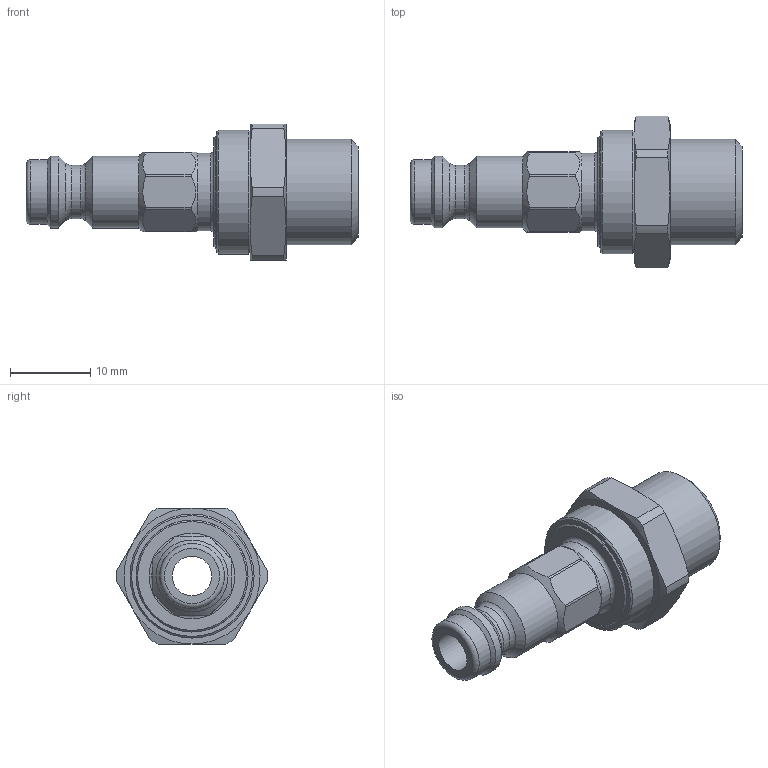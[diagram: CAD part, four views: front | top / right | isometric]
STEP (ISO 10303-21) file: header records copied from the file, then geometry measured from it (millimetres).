
FILE_DESCRIPTION((''),'2;1');
FILE_NAME('21sfaw13mxx8.stp','2012-07-03T07:49:39',('IA176480'),(''),'Autodesk Inventor 2011','Autodesk Inventor 2011','');
FILE_SCHEMA(('AUTOMOTIVE_DESIGN { 1 0 10303 214 1 1 1 1 }'));
Length unit declared in the file: millimetre
Products named in the file (3): D103778; D103772; D103012
Assembly tree (2 placements, depth 2):
  D103778
    D103772
    D103012
Bounding box: 41.5 x 19 x 17 mm (x, y, z)
Volume: 3765.2 mm3; surface area: 3016 mm2
Topology: 2 solids, 2 shells, 73 faces, 167 edges, 101 vertices
Faces by surface type: cylinder 25, cone 23, plane 21, torus 4
Full cylindrical faces by diameter (mm): 4.95 x1, 6.65 x1, 8.1 x1, 9 x2, 9.7 x1, 13.157 x1, 13.85 x1, 14 x1, 14.05 x1, 15.5 x1
Entity records: 1953 total; most frequent: CARTESIAN_POINT 396, DIRECTION 326, ORIENTED_EDGE 278, AXIS2_PLACEMENT_3D 149, EDGE_CURVE 139, EDGE_LOOP 106, VERTEX_POINT 99, FACE_OUTER_BOUND 73
